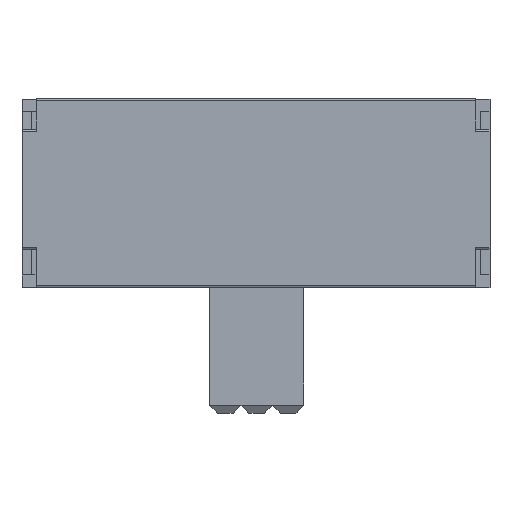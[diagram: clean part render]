
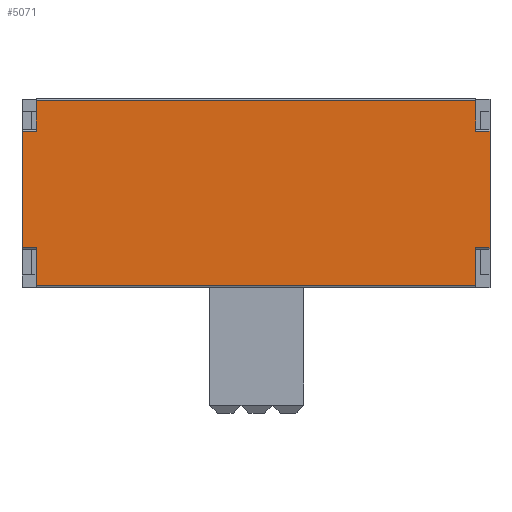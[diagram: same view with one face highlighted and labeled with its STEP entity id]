
A CAD part, top view. The second image highlights one B-rep face of the part: STEP entity #5071.
In plain terms, the highlighted planar face has unit normal (0, 0, 1).
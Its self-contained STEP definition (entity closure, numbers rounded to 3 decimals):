
#274=FACE_OUTER_BOUND('',#549,.T.);
#549=EDGE_LOOP('',(#4235,#4236,#4237,#4238,#4239,#4240,#4241,#4242,#4243,
#4244,#4245,#4246));
#1087=LINE('',#7637,#1760);
#1093=LINE('',#7653,#1766);
#1119=LINE('',#7711,#1792);
#1122=LINE('',#7721,#1795);
#1221=LINE('',#7909,#1894);
#1222=LINE('',#7912,#1895);
#1223=LINE('',#7914,#1896);
#1224=LINE('',#7915,#1897);
#1225=LINE('',#7916,#1898);
#1226=LINE('',#7918,#1899);
#1227=LINE('',#7920,#1900);
#1228=LINE('',#7921,#1901);
#1760=VECTOR('',#6256,1.216);
#1766=VECTOR('',#6270,0.984);
#1792=VECTOR('',#6316,0.984);
#1795=VECTOR('',#6325,1.216);
#1894=VECTOR('',#6492,14.);
#1895=VECTOR('',#6495,0.45);
#1896=VECTOR('',#6496,3.7);
#1897=VECTOR('',#6497,0.45);
#1898=VECTOR('',#6498,14.);
#1899=VECTOR('',#6499,0.45);
#1900=VECTOR('',#6500,3.7);
#1901=VECTOR('',#6501,0.45);
#2272=VERTEX_POINT('',#7634);
#2273=VERTEX_POINT('',#7636);
#2278=VERTEX_POINT('',#7650);
#2279=VERTEX_POINT('',#7652);
#2300=VERTEX_POINT('',#7708);
#2301=VERTEX_POINT('',#7710);
#2304=VERTEX_POINT('',#7718);
#2305=VERTEX_POINT('',#7720);
#2361=VERTEX_POINT('',#7911);
#2362=VERTEX_POINT('',#7913);
#2363=VERTEX_POINT('',#7917);
#2364=VERTEX_POINT('',#7919);
#2874=EDGE_CURVE('',#2273,#2272,#1087,.T.);
#2882=EDGE_CURVE('',#2279,#2278,#1093,.T.);
#2911=EDGE_CURVE('',#2301,#2300,#1119,.T.);
#2916=EDGE_CURVE('',#2305,#2304,#1122,.T.);
#3019=EDGE_CURVE('',#2301,#2278,#1221,.T.);
#3020=EDGE_CURVE('',#2300,#2361,#1222,.T.);
#3021=EDGE_CURVE('',#2362,#2361,#1223,.T.);
#3022=EDGE_CURVE('',#2305,#2362,#1224,.T.);
#3023=EDGE_CURVE('',#2273,#2304,#1225,.T.);
#3024=EDGE_CURVE('',#2272,#2363,#1226,.T.);
#3025=EDGE_CURVE('',#2363,#2364,#1227,.T.);
#3026=EDGE_CURVE('',#2279,#2364,#1228,.T.);
#4235=ORIENTED_EDGE('',*,*,#3019,.F.);
#4236=ORIENTED_EDGE('',*,*,#2911,.T.);
#4237=ORIENTED_EDGE('',*,*,#3020,.T.);
#4238=ORIENTED_EDGE('',*,*,#3021,.F.);
#4239=ORIENTED_EDGE('',*,*,#3022,.F.);
#4240=ORIENTED_EDGE('',*,*,#2916,.T.);
#4241=ORIENTED_EDGE('',*,*,#3023,.F.);
#4242=ORIENTED_EDGE('',*,*,#2874,.T.);
#4243=ORIENTED_EDGE('',*,*,#3024,.T.);
#4244=ORIENTED_EDGE('',*,*,#3025,.T.);
#4245=ORIENTED_EDGE('',*,*,#3026,.F.);
#4246=ORIENTED_EDGE('',*,*,#2882,.T.);
#4656=PLANE('',#5354);
#5071=ADVANCED_FACE('',(#274),#4656,.T.);
#5354=AXIS2_PLACEMENT_3D('',#7910,#6493,#6494);
#6256=DIRECTION('',(0.,1.,0.));
#6270=DIRECTION('',(0.,1.,0.));
#6316=DIRECTION('',(0.,-1.,0.));
#6325=DIRECTION('',(0.,-1.,0.));
#6492=DIRECTION('',(1.,0.,0.));
#6493=DIRECTION('center_axis',(0.,0.,1.));
#6494=DIRECTION('ref_axis',(0.,-1.,0.));
#6495=DIRECTION('',(-1.,0.,0.));
#6496=DIRECTION('',(0.,1.,0.));
#6497=DIRECTION('',(-1.,0.,0.));
#6498=DIRECTION('',(-1.,0.,0.));
#6499=DIRECTION('',(1.,0.,0.));
#6500=DIRECTION('',(0.,1.,0.));
#6501=DIRECTION('',(1.,0.,0.));
#7634=CARTESIAN_POINT('',(11.,-2.984,5.5));
#7636=CARTESIAN_POINT('',(11.,-4.2,5.5));
#7637=CARTESIAN_POINT('',(11.,-4.2,5.5));
#7650=CARTESIAN_POINT('',(11.,1.7,5.5));
#7652=CARTESIAN_POINT('',(11.,0.716,5.5));
#7653=CARTESIAN_POINT('',(11.,0.716,5.5));
#7708=CARTESIAN_POINT('',(-3.,0.716,5.5));
#7710=CARTESIAN_POINT('',(-3.,1.7,5.5));
#7711=CARTESIAN_POINT('',(-3.,1.7,5.5));
#7718=CARTESIAN_POINT('',(-3.,-4.2,5.5));
#7720=CARTESIAN_POINT('',(-3.,-2.984,5.5));
#7721=CARTESIAN_POINT('',(-3.,-2.984,5.5));
#7909=CARTESIAN_POINT('',(-3.,1.7,5.5));
#7910=CARTESIAN_POINT('Origin',(12.195,1.995,5.5));
#7911=CARTESIAN_POINT('',(-3.45,0.716,5.5));
#7912=CARTESIAN_POINT('',(-3.,0.716,5.5));
#7913=CARTESIAN_POINT('',(-3.45,-2.984,5.5));
#7914=CARTESIAN_POINT('',(-3.45,-2.984,5.5));
#7915=CARTESIAN_POINT('',(-3.,-2.984,5.5));
#7916=CARTESIAN_POINT('',(11.,-4.2,5.5));
#7917=CARTESIAN_POINT('',(11.45,-2.984,5.5));
#7918=CARTESIAN_POINT('',(11.,-2.984,5.5));
#7919=CARTESIAN_POINT('',(11.45,0.716,5.5));
#7920=CARTESIAN_POINT('',(11.45,-2.984,5.5));
#7921=CARTESIAN_POINT('',(11.,0.716,5.5));
